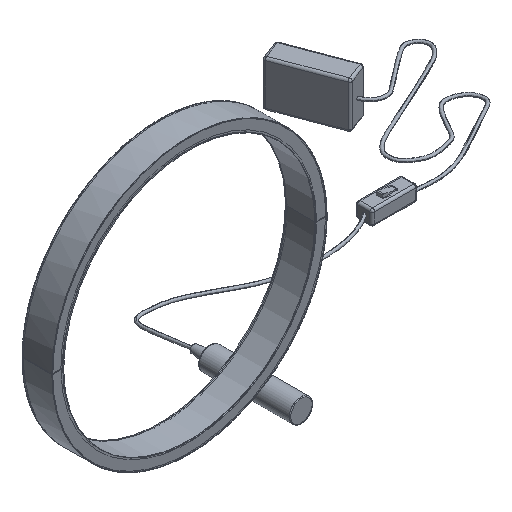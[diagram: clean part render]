
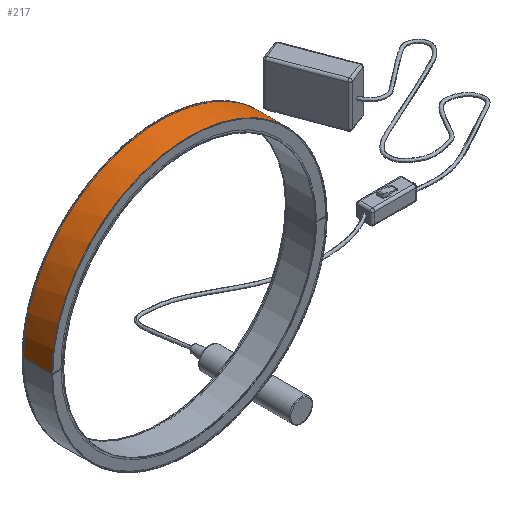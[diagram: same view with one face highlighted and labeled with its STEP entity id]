
A CAD part, isometric view. The second image highlights one B-rep face of the part: STEP entity #217.
In plain terms, the highlighted free-form (B-spline) face has degree [1, 2] with [2, 5] control points.
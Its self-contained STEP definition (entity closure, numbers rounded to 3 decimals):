
#95=B_SPLINE_CURVE_WITH_KNOTS('',3,(#7240,#7241,#7242,#7243,#7244,#7245,
#7246,#7247,#7248,#7249,#7250,#7251,#7252,#7253,#7254,#7255,#7256,#7257,
#7258),.UNSPECIFIED.,.F.,.F.,(4,1,1,1,1,1,1,1,1,1,1,1,1,1,1,1,4),(0.,32.845,
67.664,103.935,140.979,178.023,214.294,
249.113,281.958,314.803,349.622,385.893,
422.937,459.98,496.252,531.07,563.916),
 .UNSPECIFIED.);
#96=B_SPLINE_CURVE_WITH_KNOTS('',3,(#7263,#7264,#7265,#7266,#7267,#7268,
#7269,#7270,#7271,#7272,#7273,#7274,#7275,#7276,#7277,#7278,#7279,#7280,
#7281),.UNSPECIFIED.,.F.,.F.,(4,1,1,1,1,1,1,1,1,1,1,1,1,1,1,1,4),(563.916,
596.761,631.58,667.851,704.895,741.938,
778.209,813.028,845.874,878.719,913.538,
949.809,986.853,1023.896,1060.167,1094.986,
1127.831),.UNSPECIFIED.);
#217=ADVANCED_FACE('',(#333),#1544,.T.);
#333=FACE_OUTER_BOUND('',#450,.T.);
#450=EDGE_LOOP('',(#789,#790,#791,#792));
#789=ORIENTED_EDGE('',*,*,#1082,.T.);
#790=ORIENTED_EDGE('',*,*,#1083,.T.);
#791=ORIENTED_EDGE('',*,*,#1081,.F.);
#792=ORIENTED_EDGE('',*,*,#1080,.T.);
#1080=EDGE_CURVE('',#1412,#1413,#95,.T.);
#1081=EDGE_CURVE('',#1412,#1411,#1256,.T.);
#1082=EDGE_CURVE('',#1413,#1414,#1257,.T.);
#1083=EDGE_CURVE('',#1414,#1411,#96,.T.);
#1256=(
BOUNDED_CURVE()
B_SPLINE_CURVE(1,(#7259,#7260),.UNSPECIFIED.,.F.,.F.)
B_SPLINE_CURVE_WITH_KNOTS((2,2),(134.5,163.5),
 .UNSPECIFIED.)
CURVE()
GEOMETRIC_REPRESENTATION_ITEM()
RATIONAL_B_SPLINE_CURVE((1.,1.))
REPRESENTATION_ITEM('')
);
#1257=(
BOUNDED_CURVE()
B_SPLINE_CURVE(1,(#7261,#7262),.UNSPECIFIED.,.F.,.F.)
B_SPLINE_CURVE_WITH_KNOTS((2,2),(134.5,163.5),
 .UNSPECIFIED.)
CURVE()
GEOMETRIC_REPRESENTATION_ITEM()
RATIONAL_B_SPLINE_CURVE((1.,1.))
REPRESENTATION_ITEM('')
);
#1411=VERTEX_POINT('',#7217);
#1412=VERTEX_POINT('',#7218);
#1413=VERTEX_POINT('',#7219);
#1414=VERTEX_POINT('',#7220);
#1544=(
BOUNDED_SURFACE()
B_SPLINE_SURFACE(1,2,((#7207,#7208,#7209,#7210,#7211),(#7212,#7213,#7214,
#7215,#7216)),.UNSPECIFIED.,.F.,.F.,.F.)
B_SPLINE_SURFACE_WITH_KNOTS((2,2),(3,2,3),(134.,164.),
(565.487,848.23,1130.973),.UNSPECIFIED.)
GEOMETRIC_REPRESENTATION_ITEM()
RATIONAL_B_SPLINE_SURFACE(((1.,0.707,1.,0.707,1.),
(1.,0.707,1.,0.707,1.)))
REPRESENTATION_ITEM('')
SURFACE()
);
#7207=CARTESIAN_POINT('',(18.402,52.193,180.));
#7208=CARTESIAN_POINT('',(18.402,52.193,360.));
#7209=CARTESIAN_POINT('',(198.402,52.195,360.));
#7210=CARTESIAN_POINT('',(378.402,52.196,360.));
#7211=CARTESIAN_POINT('',(378.402,52.196,180.));
#7212=CARTESIAN_POINT('',(18.402,12.193,180.));
#7213=CARTESIAN_POINT('',(18.402,12.193,360.));
#7214=CARTESIAN_POINT('',(198.402,12.195,360.));
#7215=CARTESIAN_POINT('',(378.402,12.196,360.));
#7216=CARTESIAN_POINT('',(378.402,12.196,180.));
#7217=CARTESIAN_POINT('',(378.402,12.863,180.));
#7218=CARTESIAN_POINT('',(378.402,51.529,180.));
#7219=CARTESIAN_POINT('',(18.402,51.527,180.));
#7220=CARTESIAN_POINT('',(18.401,12.86,180.));
#7240=CARTESIAN_POINT('',(378.402,51.529,180.));
#7241=CARTESIAN_POINT('',(378.402,51.529,190.979));
#7242=CARTESIAN_POINT('',(376.327,51.529,213.597));
#7243=CARTESIAN_POINT('',(366.683,51.529,247.143));
#7244=CARTESIAN_POINT('',(349.971,51.529,279.401));
#7245=CARTESIAN_POINT('',(326.588,51.529,308.186));
#7246=CARTESIAN_POINT('',(297.803,51.529,331.569));
#7247=CARTESIAN_POINT('',(265.545,51.528,348.281));
#7248=CARTESIAN_POINT('',(231.998,51.528,357.926));
#7249=CARTESIAN_POINT('',(198.402,51.528,361.008));
#7250=CARTESIAN_POINT('',(164.806,51.528,357.926));
#7251=CARTESIAN_POINT('',(131.259,51.528,348.281));
#7252=CARTESIAN_POINT('',(99.001,51.527,331.569));
#7253=CARTESIAN_POINT('',(70.216,51.527,308.187));
#7254=CARTESIAN_POINT('',(46.833,51.527,279.401));
#7255=CARTESIAN_POINT('',(30.121,51.527,247.143));
#7256=CARTESIAN_POINT('',(20.477,51.527,213.597));
#7257=CARTESIAN_POINT('',(18.402,51.527,190.979));
#7258=CARTESIAN_POINT('',(18.402,51.527,180.));
#7259=CARTESIAN_POINT('',(378.402,51.529,180.));
#7260=CARTESIAN_POINT('',(378.402,12.863,180.));
#7261=CARTESIAN_POINT('',(18.402,51.527,180.));
#7262=CARTESIAN_POINT('',(18.402,12.86,180.));
#7263=CARTESIAN_POINT('',(18.401,12.86,180.));
#7264=CARTESIAN_POINT('',(18.401,12.86,190.979));
#7265=CARTESIAN_POINT('',(20.476,12.86,213.597));
#7266=CARTESIAN_POINT('',(30.121,12.86,247.143));
#7267=CARTESIAN_POINT('',(46.833,12.86,279.401));
#7268=CARTESIAN_POINT('',(70.216,12.86,308.186));
#7269=CARTESIAN_POINT('',(99.001,12.861,331.569));
#7270=CARTESIAN_POINT('',(131.259,12.861,348.281));
#7271=CARTESIAN_POINT('',(164.805,12.861,357.926));
#7272=CARTESIAN_POINT('',(198.402,12.861,361.008));
#7273=CARTESIAN_POINT('',(231.998,12.862,357.926));
#7274=CARTESIAN_POINT('',(265.545,12.862,348.281));
#7275=CARTESIAN_POINT('',(297.803,12.862,331.569));
#7276=CARTESIAN_POINT('',(326.588,12.862,308.187));
#7277=CARTESIAN_POINT('',(349.971,12.862,279.401));
#7278=CARTESIAN_POINT('',(366.682,12.863,247.143));
#7279=CARTESIAN_POINT('',(376.327,12.863,213.597));
#7280=CARTESIAN_POINT('',(378.402,12.863,190.979));
#7281=CARTESIAN_POINT('',(378.402,12.863,180.));
